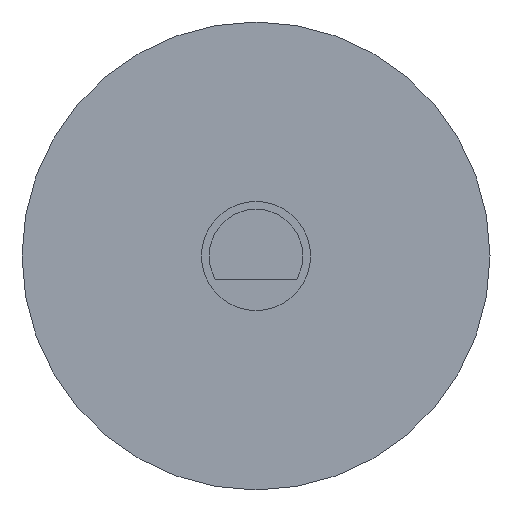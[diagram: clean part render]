
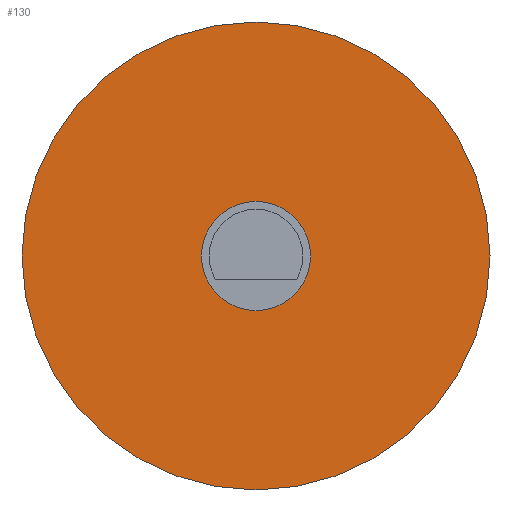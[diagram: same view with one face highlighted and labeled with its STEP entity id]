
A CAD part, front view. The second image highlights one B-rep face of the part: STEP entity #130.
In plain terms, the highlighted planar face has unit normal (0, -1, 0).
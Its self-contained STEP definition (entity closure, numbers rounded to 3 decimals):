
#17=FACE_BOUND('',#42,.T.);
#22=PLANE('',#162);
#31=FACE_OUTER_BOUND('',#41,.T.);
#41=EDGE_LOOP('',(#117));
#42=EDGE_LOOP('',(#118));
#57=CIRCLE('',#150,3.5);
#63=CIRCLE('',#160,15.);
#68=VERTEX_POINT('',#221);
#73=VERTEX_POINT('',#237);
#80=EDGE_CURVE('',#68,#68,#57,.T.);
#88=EDGE_CURVE('',#73,#73,#63,.T.);
#117=ORIENTED_EDGE('',*,*,#88,.F.);
#118=ORIENTED_EDGE('',*,*,#80,.T.);
#130=ADVANCED_FACE('',(#31,#17),#22,.F.);
#150=AXIS2_PLACEMENT_3D('',#222,#179,#180);
#160=AXIS2_PLACEMENT_3D('',#239,#201,#202);
#162=AXIS2_PLACEMENT_3D('',#241,#205,#206);
#179=DIRECTION('center_axis',(0.,1.,0.));
#180=DIRECTION('ref_axis',(1.,0.,0.));
#201=DIRECTION('center_axis',(0.,1.,0.));
#202=DIRECTION('ref_axis',(1.,0.,0.));
#205=DIRECTION('center_axis',(0.,1.,0.));
#206=DIRECTION('ref_axis',(1.,0.,0.));
#221=CARTESIAN_POINT('',(-2.,16.55,-68.95));
#222=CARTESIAN_POINT('Origin',(1.5,16.55,-68.95));
#237=CARTESIAN_POINT('',(-13.5,16.55,-68.95));
#239=CARTESIAN_POINT('Origin',(1.5,16.55,-68.95));
#241=CARTESIAN_POINT('Origin',(1.5,16.55,-68.95));
